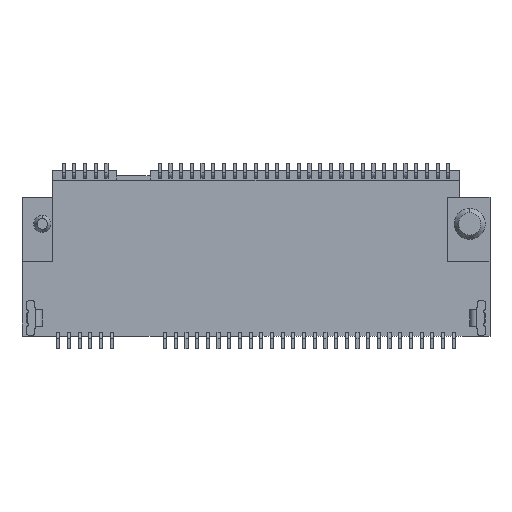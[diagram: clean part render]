
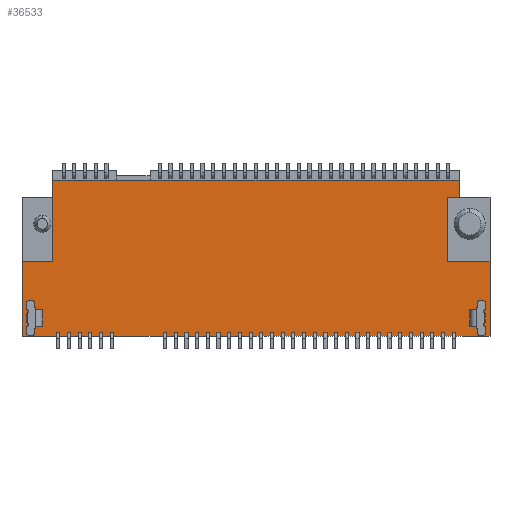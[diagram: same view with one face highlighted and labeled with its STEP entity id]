
A CAD part, front view. The second image highlights one B-rep face of the part: STEP entity #36533.
In plain terms, the highlighted planar face has unit normal (0, -1, 0).
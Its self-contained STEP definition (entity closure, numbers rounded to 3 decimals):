
#112 = EDGE_CURVE ( 'NONE', #45417, #43443, #45296, .T. ) ;
#979 = CARTESIAN_POINT ( 'NONE',  ( 10.95, -1.885, -7.75 ) ) ;
#1017 = EDGE_CURVE ( 'NONE', #14849, #41691, #21487, .T. ) ;
#1576 = EDGE_CURVE ( 'NONE', #28891, #36865, #28695, .T. ) ;
#1900 = CARTESIAN_POINT ( 'NONE',  ( 8.95, -1.885, -1.25 ) ) ;
#2197 = VERTEX_POINT ( 'NONE', #23375 ) ;
#3297 = LINE ( 'NONE', #21842, #40527 ) ;
#3856 = LINE ( 'NONE', #19663, #33721 ) ;
#3892 = AXIS2_PLACEMENT_3D ( 'NONE', #5088, #30279, #37519 ) ;
#4290 = CARTESIAN_POINT ( 'NONE',  ( 10.95, -1.885, 0. ) ) ;
#5088 = CARTESIAN_POINT ( 'NONE',  ( 0., -1.885, 0. ) ) ;
#5352 = CARTESIAN_POINT ( 'NONE',  ( -10.95, -1.885, -0.45 ) ) ;
#6402 = VERTEX_POINT ( 'NONE', #15680 ) ;
#7275 = EDGE_CURVE ( 'NONE', #11772, #45417, #37075, .T. ) ;
#7322 = VECTOR ( 'NONE', #21407, 1000. ) ;
#7446 = CARTESIAN_POINT ( 'NONE',  ( -10.95, -1.885, -4.25 ) ) ;
#8374 = CARTESIAN_POINT ( 'NONE',  ( -9.5, -1.885, -4.25 ) ) ;
#8491 = LINE ( 'NONE', #46338, #36110 ) ;
#8540 = DIRECTION ( 'NONE',  ( 0., 0., 1. ) ) ;
#8614 = LINE ( 'NONE', #4290, #44192 ) ;
#8640 = CARTESIAN_POINT ( 'NONE',  ( -9.5, -1.885, -1.25 ) ) ;
#8801 = VERTEX_POINT ( 'NONE', #23202 ) ;
#9443 = EDGE_CURVE ( 'NONE', #36865, #8801, #14134, .T. ) ;
#10112 = ORIENTED_EDGE ( 'NONE', *, *, #1017, .T. ) ;
#10397 = ORIENTED_EDGE ( 'NONE', *, *, #34236, .T. ) ;
#10505 = CARTESIAN_POINT ( 'NONE',  ( -10.95, -1.885, -7.75 ) ) ;
#11772 = VERTEX_POINT ( 'NONE', #7446 ) ;
#12249 = LINE ( 'NONE', #23749, #15096 ) ;
#12615 = DIRECTION ( 'NONE',  ( -1., 0., 0. ) ) ;
#12803 = DIRECTION ( 'NONE',  ( 0., 0., -1. ) ) ;
#13522 = DIRECTION ( 'NONE',  ( 0., 0., -1. ) ) ;
#13801 = VERTEX_POINT ( 'NONE', #1900 ) ;
#14134 = LINE ( 'NONE', #5352, #18647 ) ;
#14849 = VERTEX_POINT ( 'NONE', #8640 ) ;
#15096 = VECTOR ( 'NONE', #35538, 1000. ) ;
#15286 = LINE ( 'NONE', #46023, #7322 ) ;
#15680 = CARTESIAN_POINT ( 'NONE',  ( 10.95, -1.885, -4.25 ) ) ;
#16064 = DIRECTION ( 'NONE',  ( 0., 0., 1. ) ) ;
#18457 = EDGE_CURVE ( 'NONE', #41691, #11772, #3856, .T. ) ;
#18647 = VECTOR ( 'NONE', #12615, 1000. ) ;
#19663 = CARTESIAN_POINT ( 'NONE',  ( -10.95, -1.885, -4.25 ) ) ;
#21385 = ORIENTED_EDGE ( 'NONE', *, *, #1576, .T. ) ;
#21407 = DIRECTION ( 'NONE',  ( 1., 0., 0. ) ) ;
#21487 = LINE ( 'NONE', #27241, #32740 ) ;
#21842 = CARTESIAN_POINT ( 'NONE',  ( -9.5, -1.885, 0. ) ) ;
#23202 = CARTESIAN_POINT ( 'NONE',  ( -9.5, -1.885, -0.45 ) ) ;
#23375 = CARTESIAN_POINT ( 'NONE',  ( 8.95, -1.885, -4.25 ) ) ;
#23749 = CARTESIAN_POINT ( 'NONE',  ( -10.95, -1.885, -4.25 ) ) ;
#24007 = EDGE_CURVE ( 'NONE', #8801, #14849, #3297, .T. ) ;
#24518 = DIRECTION ( 'NONE',  ( 0., 0., 1. ) ) ;
#25911 = ORIENTED_EDGE ( 'NONE', *, *, #40534, .T. ) ;
#26220 = EDGE_CURVE ( 'NONE', #13801, #28891, #15286, .T. ) ;
#26360 = VECTOR ( 'NONE', #13522, 1000. ) ;
#27041 = CARTESIAN_POINT ( 'NONE',  ( 9.5, -1.885, -1.25 ) ) ;
#27241 = CARTESIAN_POINT ( 'NONE',  ( -9.5, -1.885, 0. ) ) ;
#28451 = ORIENTED_EDGE ( 'NONE', *, *, #9443, .T. ) ;
#28585 = DIRECTION ( 'NONE',  ( 1., 0., 0. ) ) ;
#28695 = LINE ( 'NONE', #30355, #36008 ) ;
#28730 = ORIENTED_EDGE ( 'NONE', *, *, #24007, .T. ) ;
#28891 = VERTEX_POINT ( 'NONE', #27041 ) ;
#30034 = VECTOR ( 'NONE', #28585, 1000. ) ;
#30279 = DIRECTION ( 'NONE',  ( 0., -1., 0. ) ) ;
#30355 = CARTESIAN_POINT ( 'NONE',  ( 9.5, -1.885, 0. ) ) ;
#31491 = ORIENTED_EDGE ( 'NONE', *, *, #7275, .T. ) ;
#31974 = ORIENTED_EDGE ( 'NONE', *, *, #46414, .T. ) ;
#32740 = VECTOR ( 'NONE', #12803, 1000. ) ;
#32896 = CARTESIAN_POINT ( 'NONE',  ( 9.5, -1.885, -0.45 ) ) ;
#33721 = VECTOR ( 'NONE', #33981, 1000. ) ;
#33981 = DIRECTION ( 'NONE',  ( -1., 0., 0. ) ) ;
#34236 = EDGE_CURVE ( 'NONE', #2197, #13801, #8491, .T. ) ;
#34843 = FACE_OUTER_BOUND ( 'NONE', #38561, .T. ) ;
#35063 = CARTESIAN_POINT ( 'NONE',  ( -10.95, -1.885, 0. ) ) ;
#35538 = DIRECTION ( 'NONE',  ( -1., 0., 0. ) ) ;
#36008 = VECTOR ( 'NONE', #16064, 1000. ) ;
#36110 = VECTOR ( 'NONE', #24518, 1000. ) ;
#36533 = ADVANCED_FACE ( 'NONE', ( #34843 ), #44688, .T. ) ;
#36865 = VERTEX_POINT ( 'NONE', #32896 ) ;
#37075 = LINE ( 'NONE', #35063, #26360 ) ;
#37519 = DIRECTION ( 'NONE',  ( 0., 0., -1. ) ) ;
#38561 = EDGE_LOOP ( 'NONE', ( #31491, #44916, #31974, #25911, #10397, #44191, #21385, #28451, #28730, #10112, #40191 ) ) ;
#40191 = ORIENTED_EDGE ( 'NONE', *, *, #18457, .T. ) ;
#40527 = VECTOR ( 'NONE', #43464, 1000. ) ;
#40534 = EDGE_CURVE ( 'NONE', #6402, #2197, #12249, .T. ) ;
#41691 = VERTEX_POINT ( 'NONE', #8374 ) ;
#43443 = VERTEX_POINT ( 'NONE', #979 ) ;
#43464 = DIRECTION ( 'NONE',  ( 0., 0., -1. ) ) ;
#44191 = ORIENTED_EDGE ( 'NONE', *, *, #26220, .T. ) ;
#44192 = VECTOR ( 'NONE', #8540, 1000. ) ;
#44688 = PLANE ( 'NONE',  #3892 ) ;
#44916 = ORIENTED_EDGE ( 'NONE', *, *, #112, .T. ) ;
#45296 = LINE ( 'NONE', #10505, #30034 ) ;
#45417 = VERTEX_POINT ( 'NONE', #45712 ) ;
#45712 = CARTESIAN_POINT ( 'NONE',  ( -10.95, -1.885, -7.75 ) ) ;
#46023 = CARTESIAN_POINT ( 'NONE',  ( -10.95, -1.885, -1.25 ) ) ;
#46338 = CARTESIAN_POINT ( 'NONE',  ( 8.95, -1.885, 0. ) ) ;
#46414 = EDGE_CURVE ( 'NONE', #43443, #6402, #8614, .T. ) ;
